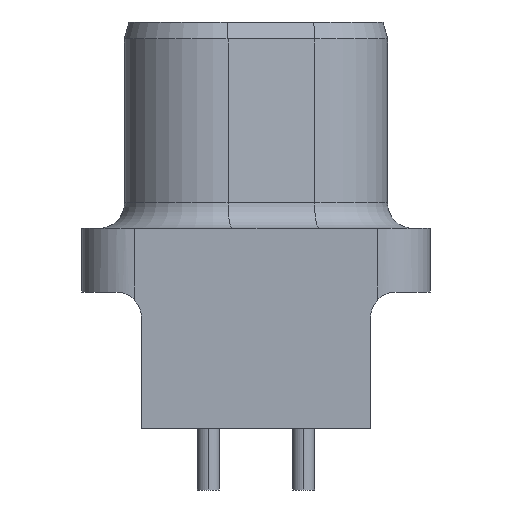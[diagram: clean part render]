
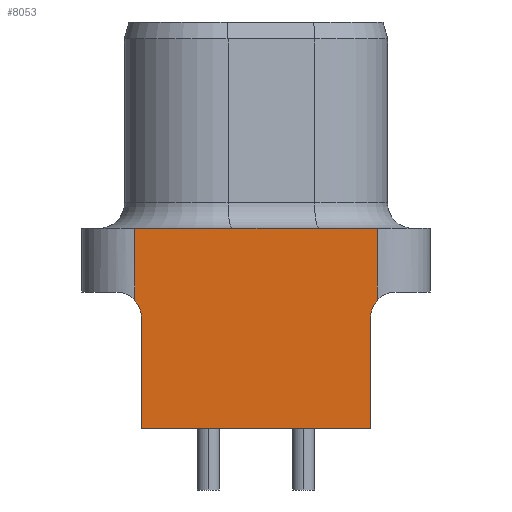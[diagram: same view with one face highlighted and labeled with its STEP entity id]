
A CAD part, left-side view. The second image highlights one B-rep face of the part: STEP entity #8053.
In plain terms, the highlighted planar face has unit normal (-1, 0, 0).
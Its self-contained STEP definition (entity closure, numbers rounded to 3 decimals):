
#7741 = VERTEX_POINT('',#7742);
#7742 = CARTESIAN_POINT('',(-15.443,-3.632,-6.172));
#7749 = EDGE_CURVE('',#7741,#7750,#7752,.T.);
#7750 = VERTEX_POINT('',#7751);
#7751 = CARTESIAN_POINT('',(-15.443,3.632,-6.172));
#7752 = LINE('',#7753,#7754);
#7753 = CARTESIAN_POINT('',(-15.443,-3.632,-6.172));
#7754 = VECTOR('',#7755,1.);
#7755 = DIRECTION('',(0.,1.,0.));
#8019 = EDGE_CURVE('',#8020,#7741,#8022,.T.);
#8020 = VERTEX_POINT('',#8021);
#8021 = CARTESIAN_POINT('',(-15.443,-3.632,-8.321));
#8022 = LINE('',#8023,#8024);
#8023 = CARTESIAN_POINT('',(-15.443,-3.632,-8.321));
#8024 = VECTOR('',#8025,1.);
#8025 = DIRECTION('',(0.,0.,1.));
#8053 = ADVANCED_FACE('',(#8054),#8106,.T.);
#8054 = FACE_BOUND('',#8055,.F.);
#8055 = EDGE_LOOP('',(#8056,#8057,#8066,#8074,#8082,#8090,#8099,#8105));
#8056 = ORIENTED_EDGE('',*,*,#8019,.F.);
#8057 = ORIENTED_EDGE('',*,*,#8058,.F.);
#8058 = EDGE_CURVE('',#8059,#8020,#8061,.T.);
#8059 = VERTEX_POINT('',#8060);
#8060 = CARTESIAN_POINT('',(-15.443,-3.429,-8.839));
#8061 = CIRCLE('',#8062,0.762);
#8062 = AXIS2_PLACEMENT_3D('',#8063,#8064,#8065);
#8063 = CARTESIAN_POINT('',(-15.443,-4.191,-8.839));
#8064 = DIRECTION('',(1.,0.,0.));
#8065 = DIRECTION('',(0.,1.,0.));
#8066 = ORIENTED_EDGE('',*,*,#8067,.F.);
#8067 = EDGE_CURVE('',#8068,#8059,#8070,.T.);
#8068 = VERTEX_POINT('',#8069);
#8069 = CARTESIAN_POINT('',(-15.443,-3.429,-12.167));
#8070 = LINE('',#8071,#8072);
#8071 = CARTESIAN_POINT('',(-15.443,-3.429,-12.167));
#8072 = VECTOR('',#8073,1.);
#8073 = DIRECTION('',(0.,0.,1.));
#8074 = ORIENTED_EDGE('',*,*,#8075,.T.);
#8075 = EDGE_CURVE('',#8068,#8076,#8078,.T.);
#8076 = VERTEX_POINT('',#8077);
#8077 = CARTESIAN_POINT('',(-15.443,3.429,-12.167));
#8078 = LINE('',#8079,#8080);
#8079 = CARTESIAN_POINT('',(-15.443,-3.429,-12.167));
#8080 = VECTOR('',#8081,1.);
#8081 = DIRECTION('',(0.,1.,0.));
#8082 = ORIENTED_EDGE('',*,*,#8083,.T.);
#8083 = EDGE_CURVE('',#8076,#8084,#8086,.T.);
#8084 = VERTEX_POINT('',#8085);
#8085 = CARTESIAN_POINT('',(-15.443,3.429,-8.839));
#8086 = LINE('',#8087,#8088);
#8087 = CARTESIAN_POINT('',(-15.443,3.429,-12.167));
#8088 = VECTOR('',#8089,1.);
#8089 = DIRECTION('',(0.,0.,1.));
#8090 = ORIENTED_EDGE('',*,*,#8091,.F.);
#8091 = EDGE_CURVE('',#8092,#8084,#8094,.T.);
#8092 = VERTEX_POINT('',#8093);
#8093 = CARTESIAN_POINT('',(-15.443,3.632,-8.321));
#8094 = CIRCLE('',#8095,0.762);
#8095 = AXIS2_PLACEMENT_3D('',#8096,#8097,#8098);
#8096 = CARTESIAN_POINT('',(-15.443,4.191,-8.839));
#8097 = DIRECTION('',(1.,0.,0.));
#8098 = DIRECTION('',(0.,-0.733,0.68));
#8099 = ORIENTED_EDGE('',*,*,#8100,.F.);
#8100 = EDGE_CURVE('',#7750,#8092,#8101,.T.);
#8101 = LINE('',#8102,#8103);
#8102 = CARTESIAN_POINT('',(-15.443,3.632,-6.172));
#8103 = VECTOR('',#8104,1.);
#8104 = DIRECTION('',(0.,0.,-1.));
#8105 = ORIENTED_EDGE('',*,*,#7749,.F.);
#8106 = PLANE('',#8107);
#8107 = AXIS2_PLACEMENT_3D('',#8108,#8109,#8110);
#8108 = CARTESIAN_POINT('',(-15.443,-3.632,-6.172));
#8109 = DIRECTION('',(-1.,0.,0.));
#8110 = DIRECTION('',(0.,1.,0.));
